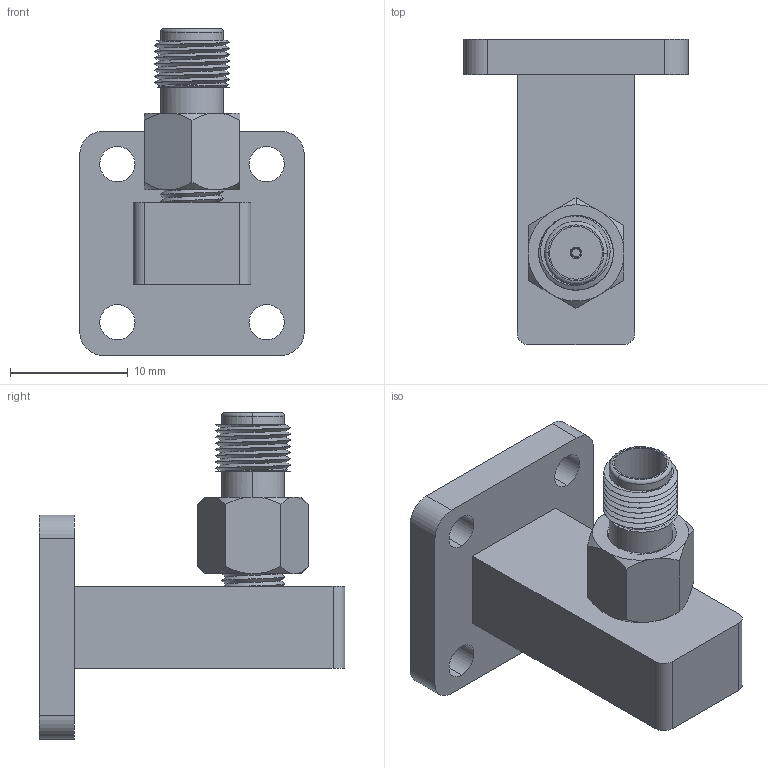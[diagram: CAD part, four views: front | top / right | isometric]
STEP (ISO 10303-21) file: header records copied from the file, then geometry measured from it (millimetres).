
FILE_DESCRIPTION (( 'STEP AP214' ), '1' );
FILE_NAME ('FMWCK1005_3D.step', '2023-07-13T18:04:47', ( '' ), ( '' ), 'SwSTEP 2.0', 'SolidWorks 2022', '' );
FILE_SCHEMA (( 'AUTOMOTIVE_DESIGN' ));
Length unit declared in the file: millimetre
Products named in the file (4): NUT-M5^FMWCK1005; FMWCK1005_3D; FSTNR^FMWCK1005; FBP220^FMWCK1005
Assembly tree (3 placements, depth 2):
  FMWCK1005_3D
    FBP220^FMWCK1005
    FSTNR^FMWCK1005
    NUT-M5^FMWCK1005
Bounding box: 19.1 x 26 x 27.82 mm (x, y, z)
Volume: 2818.1 mm3; surface area: 3006.1 mm2
Topology: 3 solids, 3 shells, 132 faces, 342 edges, 225 vertices
Faces by surface type: cylinder 72, plane 34, cone 18, bspline 6, torus 2
Entity records: 7264 total; most frequent: CARTESIAN_POINT 4151, ORIENTED_EDGE 684, DIRECTION 560, EDGE_CURVE 342, VERTEX_POINT 225, AXIS2_PLACEMENT_3D 214, EDGE_LOOP 151, VECTOR 132
